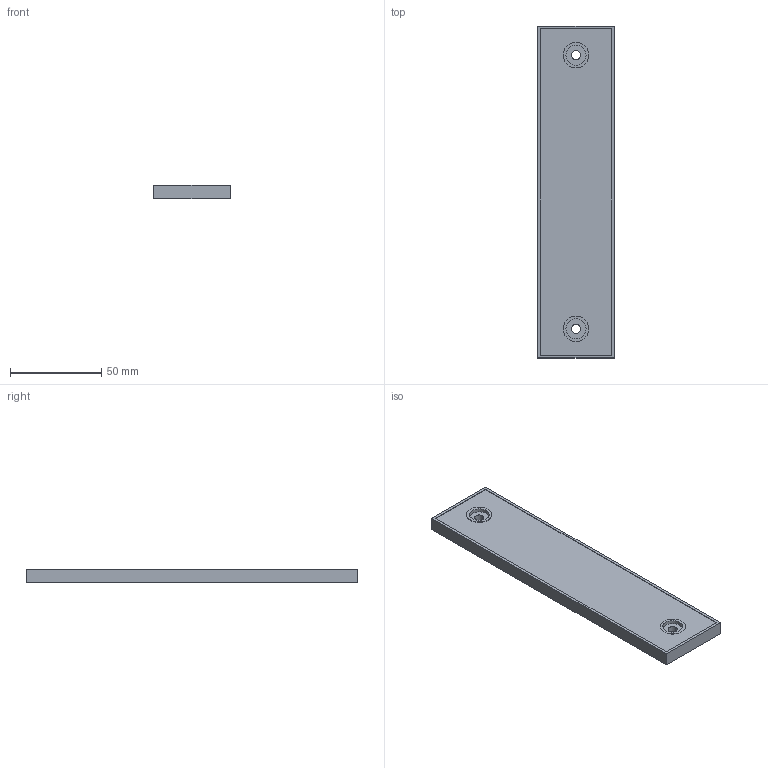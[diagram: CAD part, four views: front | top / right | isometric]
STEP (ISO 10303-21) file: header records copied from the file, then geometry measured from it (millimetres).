
FILE_DESCRIPTION((''),'2;1');
FILE_NAME('156811_SW','2011-10-06T',('banengservice'),('BANNER ENGINEERING'),'PRO/ENGINEER BY PARAMETRIC TECHNOLOGY CORPORATION, 2009141','PRO/ENGINEER BY PARAMETRIC TECHNOLOGY CORPORATION, 2009141','');
FILE_SCHEMA(('CONFIG_CONTROL_DESIGN'));
Length unit declared in the file: inch
Products named in the file (1): 156811_SW
Bounding box: 42 x 182 x 7.4 mm (x, y, z)
Volume: 54306.9 mm3; surface area: 18963.1 mm2
Topology: 1 solids, 1 shells, 27 faces, 60 edges, 40 vertices
Faces by surface type: plane 15, cylinder 12
Entity records: 806 total; most frequent: DIRECTION 138, CARTESIAN_POINT 127, ORIENTED_EDGE 120, EDGE_CURVE 60, AXIS2_PLACEMENT_3D 51, VERTEX_POINT 40, VECTOR 36, LINE 36
